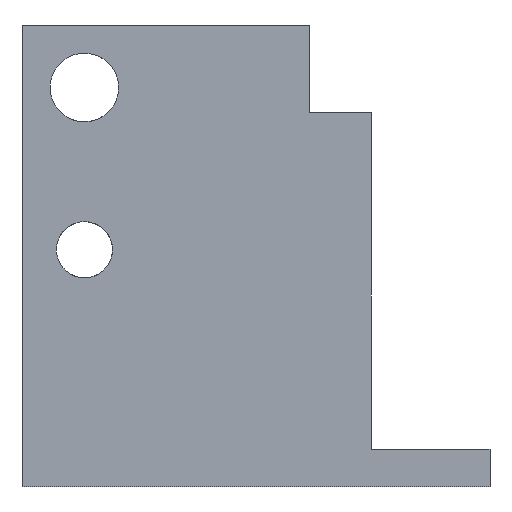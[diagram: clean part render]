
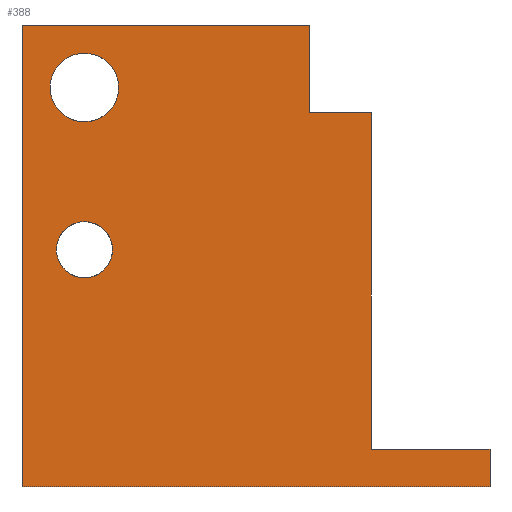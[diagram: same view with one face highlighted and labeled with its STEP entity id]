
A CAD part, front view. The second image highlights one B-rep face of the part: STEP entity #388.
In plain terms, the highlighted planar face has unit normal (0, -1, 0).
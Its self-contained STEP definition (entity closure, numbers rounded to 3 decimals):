
#20=FACE_BOUND('',#74,.T.);
#21=FACE_BOUND('',#75,.T.);
#30=PLANE('',#433);
#49=FACE_OUTER_BOUND('',#73,.T.);
#73=EDGE_LOOP('',(#325,#326,#327,#328,#329,#330,#331,#332));
#74=EDGE_LOOP('',(#333));
#75=EDGE_LOOP('',(#334));
#100=LINE('',#658,#137);
#102=LINE('',#662,#139);
#113=LINE('',#692,#150);
#114=LINE('',#694,#151);
#115=LINE('',#696,#152);
#116=LINE('',#698,#153);
#117=LINE('',#700,#154);
#118=LINE('',#701,#155);
#137=VECTOR('',#483,10.);
#139=VECTOR('',#487,10.);
#150=VECTOR('',#514,10.);
#151=VECTOR('',#515,10.);
#152=VECTOR('',#516,10.);
#153=VECTOR('',#517,10.);
#154=VECTOR('',#518,10.);
#155=VECTOR('',#519,10.);
#164=CIRCLE('',#411,2.75);
#165=CIRCLE('',#413,2.25);
#176=VERTEX_POINT('',#544);
#179=VERTEX_POINT('',#586);
#192=VERTEX_POINT('',#655);
#193=VERTEX_POINT('',#657);
#194=VERTEX_POINT('',#661);
#205=VERTEX_POINT('',#691);
#206=VERTEX_POINT('',#693);
#207=VERTEX_POINT('',#695);
#208=VERTEX_POINT('',#697);
#209=VERTEX_POINT('',#699);
#212=EDGE_CURVE('',#176,#176,#164,.T.);
#216=EDGE_CURVE('',#179,#179,#165,.T.);
#234=EDGE_CURVE('',#193,#192,#100,.T.);
#236=EDGE_CURVE('',#194,#193,#102,.T.);
#251=EDGE_CURVE('',#192,#205,#113,.T.);
#252=EDGE_CURVE('',#205,#206,#114,.T.);
#253=EDGE_CURVE('',#206,#207,#115,.T.);
#254=EDGE_CURVE('',#207,#208,#116,.T.);
#255=EDGE_CURVE('',#209,#208,#117,.T.);
#256=EDGE_CURVE('',#194,#209,#118,.T.);
#325=ORIENTED_EDGE('',*,*,#236,.T.);
#326=ORIENTED_EDGE('',*,*,#234,.T.);
#327=ORIENTED_EDGE('',*,*,#251,.T.);
#328=ORIENTED_EDGE('',*,*,#252,.T.);
#329=ORIENTED_EDGE('',*,*,#253,.T.);
#330=ORIENTED_EDGE('',*,*,#254,.T.);
#331=ORIENTED_EDGE('',*,*,#255,.F.);
#332=ORIENTED_EDGE('',*,*,#256,.F.);
#333=ORIENTED_EDGE('',*,*,#212,.T.);
#334=ORIENTED_EDGE('',*,*,#216,.T.);
#388=ADVANCED_FACE('',(#49,#20,#21),#30,.T.);
#411=AXIS2_PLACEMENT_3D('',#545,#445,#446);
#413=AXIS2_PLACEMENT_3D('',#587,#450,#451);
#433=AXIS2_PLACEMENT_3D('',#690,#512,#513);
#445=DIRECTION('center_axis',(0.,1.,0.));
#446=DIRECTION('ref_axis',(1.,0.,0.));
#450=DIRECTION('center_axis',(0.,1.,0.));
#451=DIRECTION('ref_axis',(1.,0.,0.));
#483=DIRECTION('',(0.,0.,1.));
#487=DIRECTION('',(-1.,0.,0.));
#512=DIRECTION('center_axis',(0.,-1.,0.));
#513=DIRECTION('ref_axis',(-1.,0.,0.));
#514=DIRECTION('',(-1.,0.,0.));
#515=DIRECTION('',(0.,0.,1.));
#516=DIRECTION('',(-1.,0.,0.));
#517=DIRECTION('',(0.,0.,-1.));
#518=DIRECTION('',(-1.,0.,0.));
#519=DIRECTION('',(0.,0.,-1.));
#544=CARTESIAN_POINT('',(2.25,0.,-5.));
#545=CARTESIAN_POINT('Origin',(5.,0.,-5.));
#586=CARTESIAN_POINT('',(2.75,0.,-18.));
#587=CARTESIAN_POINT('Origin',(5.,0.,-18.));
#655=CARTESIAN_POINT('',(28.,0.,-7.));
#657=CARTESIAN_POINT('',(28.,0.,-34.));
#658=CARTESIAN_POINT('',(28.,0.,-3.5));
#661=CARTESIAN_POINT('',(37.5,0.,-34.));
#662=CARTESIAN_POINT('',(28.125,0.,-34.));
#690=CARTESIAN_POINT('Origin',(37.5,0.,0.));
#691=CARTESIAN_POINT('',(23.,0.,-7.));
#692=CARTESIAN_POINT('',(28.125,0.,-7.));
#693=CARTESIAN_POINT('',(23.,0.,0.));
#694=CARTESIAN_POINT('',(23.,0.,0.));
#695=CARTESIAN_POINT('',(0.,0.,0.));
#696=CARTESIAN_POINT('',(37.5,0.,0.));
#697=CARTESIAN_POINT('',(0.,0.,-37.));
#698=CARTESIAN_POINT('',(0.,0.,0.));
#699=CARTESIAN_POINT('',(37.5,0.,-37.));
#700=CARTESIAN_POINT('',(37.5,0.,-37.));
#701=CARTESIAN_POINT('',(37.5,0.,0.));
